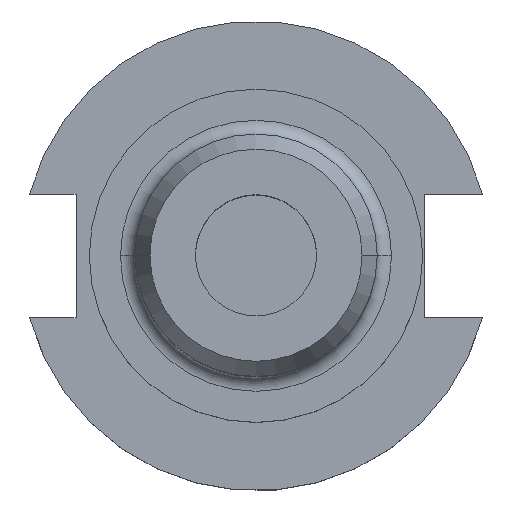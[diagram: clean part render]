
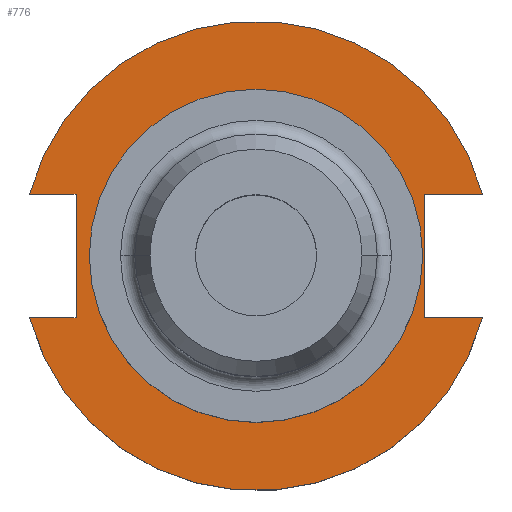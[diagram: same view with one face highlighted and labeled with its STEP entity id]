
A CAD part, top view. The second image highlights one B-rep face of the part: STEP entity #776.
In plain terms, the highlighted planar face has unit normal (0, 0, 1).
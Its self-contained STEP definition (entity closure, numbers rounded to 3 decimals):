
#30 = CARTESIAN_POINT ( 'NONE',  ( -37.719, 12.954, 19.05 ) ) ;
#41 = CARTESIAN_POINT ( 'NONE',  ( -47.477, -12.954, 19.05 ) ) ;
#63 = DIRECTION ( 'NONE',  ( 0., 0., 1. ) ) ;
#101 = EDGE_LOOP ( 'NONE', ( #1443, #1250 ) ) ;
#136 = EDGE_CURVE ( 'NONE', #701, #1260, #790, .T. ) ;
#157 = DIRECTION ( 'NONE',  ( 0., 0., 1. ) ) ;
#197 = CARTESIAN_POINT ( 'NONE',  ( 35.306, 12.954, 19.05 ) ) ;
#200 = DIRECTION ( 'NONE',  ( 0., -1., 0. ) ) ;
#214 = DIRECTION ( 'NONE',  ( 0., 1., 0. ) ) ;
#222 = VERTEX_POINT ( 'NONE', #1535 ) ;
#228 = FACE_OUTER_BOUND ( 'NONE', #906, .T. ) ;
#239 = VECTOR ( 'NONE', #200, 1000. ) ;
#250 = CARTESIAN_POINT ( 'NONE',  ( 47.477, -12.954, 19.05 ) ) ;
#252 = VECTOR ( 'NONE', #214, 1000. ) ;
#271 = CIRCLE ( 'NONE', #538, 34.925 ) ;
#286 = VECTOR ( 'NONE', #833, 1000. ) ;
#293 = CARTESIAN_POINT ( 'NONE',  ( 35.306, 12.954, 19.05 ) ) ;
#303 = LINE ( 'NONE', #1452, #252 ) ;
#316 = DIRECTION ( 'NONE',  ( 1., 0., 0. ) ) ;
#331 = CARTESIAN_POINT ( 'NONE',  ( -34.925, 0., 19.05 ) ) ;
#346 = DIRECTION ( 'NONE',  ( 1., 0., 0. ) ) ;
#352 = DIRECTION ( 'NONE',  ( 0., 0., 1. ) ) ;
#356 = CARTESIAN_POINT ( 'NONE',  ( -63.719, -12.954, 19.05 ) ) ;
#358 = DIRECTION ( 'NONE',  ( 1., 0., 0. ) ) ;
#373 = CARTESIAN_POINT ( 'NONE',  ( 0., 0., 19.05 ) ) ;
#391 = DIRECTION ( 'NONE',  ( -1., 0., 0. ) ) ;
#395 = EDGE_CURVE ( 'NONE', #896, #1088, #1156, .T. ) ;
#401 = LINE ( 'NONE', #854, #286 ) ;
#405 = EDGE_CURVE ( 'NONE', #942, #407, #1359, .T. ) ;
#407 = VERTEX_POINT ( 'NONE', #1316 ) ;
#417 = ORIENTED_EDGE ( 'NONE', *, *, #563, .T. ) ;
#465 = VERTEX_POINT ( 'NONE', #197 ) ;
#498 = EDGE_CURVE ( 'NONE', #1027, #222, #401, .T. ) ;
#511 = CARTESIAN_POINT ( 'NONE',  ( 35.306, 12.954, 19.05 ) ) ;
#531 = EDGE_CURVE ( 'NONE', #407, #942, #271, .T. ) ;
#538 = AXIS2_PLACEMENT_3D ( 'NONE', #373, #352, #346 ) ;
#540 = DIRECTION ( 'NONE',  ( 0., 0., 1. ) ) ;
#562 = VECTOR ( 'NONE', #391, 1000. ) ;
#563 = EDGE_CURVE ( 'NONE', #896, #1260, #1536, .T. ) ;
#600 = EDGE_CURVE ( 'NONE', #1155, #222, #1516, .T. ) ;
#623 = CARTESIAN_POINT ( 'NONE',  ( 35.306, -12.954, 19.05 ) ) ;
#665 = LINE ( 'NONE', #293, #239 ) ;
#695 = CARTESIAN_POINT ( 'NONE',  ( -37.719, -12.954, 19.05 ) ) ;
#698 = CARTESIAN_POINT ( 'NONE',  ( 0., 0., 19.05 ) ) ;
#701 = VERTEX_POINT ( 'NONE', #623 ) ;
#711 = ORIENTED_EDGE ( 'NONE', *, *, #395, .F. ) ;
#749 = AXIS2_PLACEMENT_3D ( 'NONE', #698, #540, #316 ) ;
#776 = ADVANCED_FACE ( 'NONE', ( #1061, #228 ), #978, .T. ) ;
#788 = VECTOR ( 'NONE', #1258, 1000. ) ;
#790 = LINE ( 'NONE', #1264, #788 ) ;
#833 = DIRECTION ( 'NONE',  ( -1., 0., 0. ) ) ;
#854 = CARTESIAN_POINT ( 'NONE',  ( -63.719, 12.954, 19.05 ) ) ;
#869 = DIRECTION ( 'NONE',  ( 1., 0., 0. ) ) ;
#896 = VERTEX_POINT ( 'NONE', #41 ) ;
#906 = EDGE_LOOP ( 'NONE', ( #417, #1215, #1081, #936, #1381, #1399, #1426, #711 ) ) ;
#933 = DIRECTION ( 'NONE',  ( 1., 0., 0. ) ) ;
#936 = ORIENTED_EDGE ( 'NONE', *, *, #1175, .F. ) ;
#942 = VERTEX_POINT ( 'NONE', #331 ) ;
#978 = PLANE ( 'NONE',  #1517 ) ;
#990 = AXIS2_PLACEMENT_3D ( 'NONE', #1579, #63, #358 ) ;
#1027 = VERTEX_POINT ( 'NONE', #30 ) ;
#1061 = FACE_BOUND ( 'NONE', #101, .T. ) ;
#1070 = AXIS2_PLACEMENT_3D ( 'NONE', #1514, #1349, #1375 ) ;
#1081 = ORIENTED_EDGE ( 'NONE', *, *, #1666, .F. ) ;
#1088 = VERTEX_POINT ( 'NONE', #695 ) ;
#1091 = EDGE_CURVE ( 'NONE', #1088, #1027, #303, .T. ) ;
#1144 = VECTOR ( 'NONE', #869, 1000. ) ;
#1155 = VERTEX_POINT ( 'NONE', #1337 ) ;
#1156 = LINE ( 'NONE', #356, #1144 ) ;
#1175 = EDGE_CURVE ( 'NONE', #1155, #465, #1623, .T. ) ;
#1215 = ORIENTED_EDGE ( 'NONE', *, *, #136, .F. ) ;
#1250 = ORIENTED_EDGE ( 'NONE', *, *, #405, .F. ) ;
#1258 = DIRECTION ( 'NONE',  ( 1., 0., 0. ) ) ;
#1260 = VERTEX_POINT ( 'NONE', #250 ) ;
#1264 = CARTESIAN_POINT ( 'NONE',  ( 35.306, -12.954, 19.05 ) ) ;
#1316 = CARTESIAN_POINT ( 'NONE',  ( 34.925, 0., 19.05 ) ) ;
#1330 = CARTESIAN_POINT ( 'NONE',  ( 0., 49.212, 19.05 ) ) ;
#1337 = CARTESIAN_POINT ( 'NONE',  ( 47.477, 12.954, 19.05 ) ) ;
#1349 = DIRECTION ( 'NONE',  ( 0., 0., 1. ) ) ;
#1359 = CIRCLE ( 'NONE', #749, 34.925 ) ;
#1375 = DIRECTION ( 'NONE',  ( 1., 0., 0. ) ) ;
#1381 = ORIENTED_EDGE ( 'NONE', *, *, #600, .T. ) ;
#1399 = ORIENTED_EDGE ( 'NONE', *, *, #498, .F. ) ;
#1426 = ORIENTED_EDGE ( 'NONE', *, *, #1091, .F. ) ;
#1443 = ORIENTED_EDGE ( 'NONE', *, *, #531, .F. ) ;
#1452 = CARTESIAN_POINT ( 'NONE',  ( -37.719, 12.954, 19.05 ) ) ;
#1514 = CARTESIAN_POINT ( 'NONE',  ( 0., 0., 19.05 ) ) ;
#1516 = CIRCLE ( 'NONE', #1070, 49.212 ) ;
#1517 = AXIS2_PLACEMENT_3D ( 'NONE', #1330, #157, #933 ) ;
#1535 = CARTESIAN_POINT ( 'NONE',  ( -47.477, 12.954, 19.05 ) ) ;
#1536 = CIRCLE ( 'NONE', #990, 49.212 ) ;
#1579 = CARTESIAN_POINT ( 'NONE',  ( 0., 0., 19.05 ) ) ;
#1623 = LINE ( 'NONE', #511, #562 ) ;
#1666 = EDGE_CURVE ( 'NONE', #465, #701, #665, .T. ) ;
